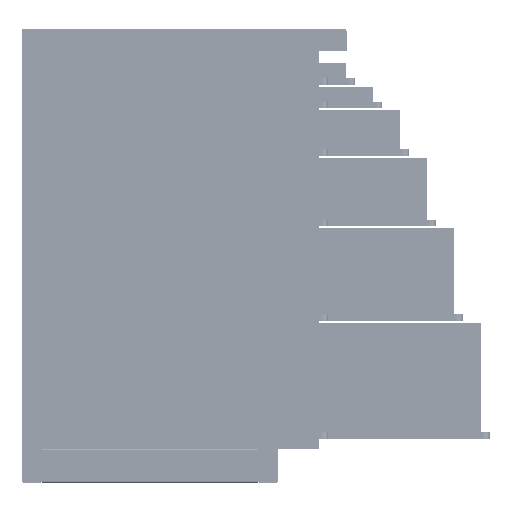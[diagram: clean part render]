
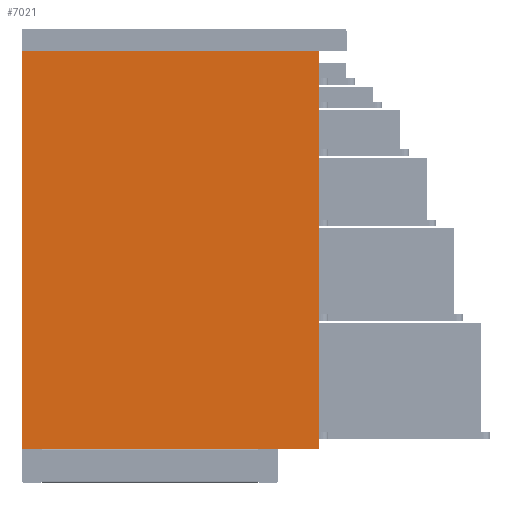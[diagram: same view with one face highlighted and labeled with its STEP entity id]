
A CAD part, left-side view. The second image highlights one B-rep face of the part: STEP entity #7021.
In plain terms, the highlighted face is planar.
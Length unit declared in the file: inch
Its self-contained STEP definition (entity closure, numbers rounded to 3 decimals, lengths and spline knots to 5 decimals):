
#1565=PLANE('',#7920);
#1888=FACE_OUTER_BOUND('',#2221,.T.);
#2221=EDGE_LOOP('',(#6588,#6589,#6590,#6591));
#2714=LINE('',#13807,#3395);
#2901=LINE('',#14181,#3582);
#2902=LINE('',#14183,#3583);
#2903=LINE('',#14184,#3584);
#3395=VECTOR('',#9596,0.3937);
#3582=VECTOR('',#9909,0.3937);
#3583=VECTOR('',#9910,0.3937);
#3584=VECTOR('',#9911,0.3937);
#4054=VERTEX_POINT('',#13804);
#4055=VERTEX_POINT('',#13806);
#4179=VERTEX_POINT('',#14180);
#4180=VERTEX_POINT('',#14182);
#4818=EDGE_CURVE('',#4055,#4054,#2714,.T.);
#5005=EDGE_CURVE('',#4179,#4055,#2901,.T.);
#5006=EDGE_CURVE('',#4054,#4180,#2902,.T.);
#5007=EDGE_CURVE('',#4180,#4179,#2903,.T.);
#6588=ORIENTED_EDGE('',*,*,#5005,.T.);
#6589=ORIENTED_EDGE('',*,*,#4818,.T.);
#6590=ORIENTED_EDGE('',*,*,#5006,.T.);
#6591=ORIENTED_EDGE('',*,*,#5007,.T.);
#7021=ADVANCED_FACE('',(#1888),#1565,.T.);
#7920=AXIS2_PLACEMENT_3D('',#14179,#9907,#9908);
#9596=DIRECTION('',(-1.,0.,0.));
#9907=DIRECTION('center_axis',(0.,0.,-1.));
#9908=DIRECTION('ref_axis',(-1.,0.,0.));
#9909=DIRECTION('',(0.,-1.,0.));
#9910=DIRECTION('',(0.,1.,0.));
#9911=DIRECTION('',(1.,0.,0.));
#13804=CARTESIAN_POINT('',(-14.75,-11.,-0.375));
#13806=CARTESIAN_POINT('',(14.75,-11.,-0.375));
#13807=CARTESIAN_POINT('',(-14.75,-11.,-0.375));
#14179=CARTESIAN_POINT('Origin',(0.,0.,-0.375));
#14180=CARTESIAN_POINT('',(14.75,11.,-0.375));
#14181=CARTESIAN_POINT('',(14.75,-11.,-0.375));
#14182=CARTESIAN_POINT('',(-14.75,11.,-0.375));
#14183=CARTESIAN_POINT('',(-14.75,11.,-0.375));
#14184=CARTESIAN_POINT('',(14.75,11.,-0.375));
